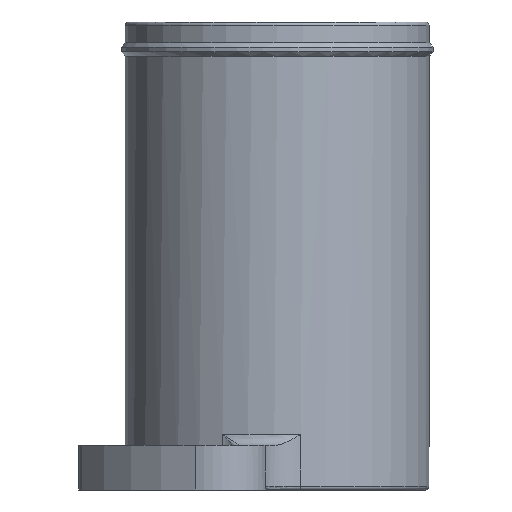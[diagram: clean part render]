
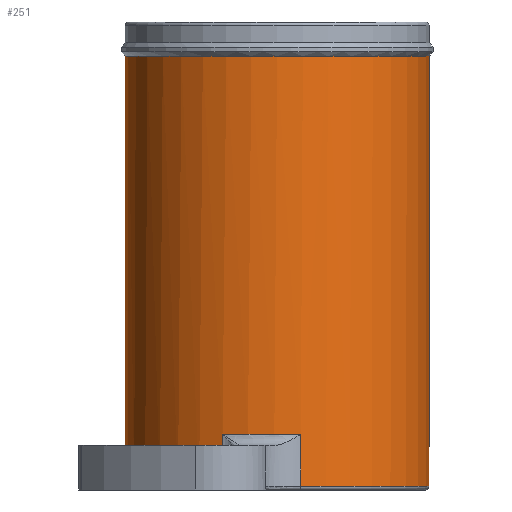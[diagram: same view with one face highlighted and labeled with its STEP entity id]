
A CAD part, left-side view. The second image highlights one B-rep face of the part: STEP entity #251.
In plain terms, the highlighted cylindrical face has radius 20.5 mm (diameter 41 mm), a partial arc.
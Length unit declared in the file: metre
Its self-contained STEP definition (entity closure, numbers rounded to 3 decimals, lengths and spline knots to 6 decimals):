
#251 = ADVANCED_FACE( '', ( #530 ), #531, .T. );
#530 = FACE_OUTER_BOUND( '', #1202, .T. );
#531 = CYLINDRICAL_SURFACE( '', #1203, 0.0205 );
#1202 = EDGE_LOOP( '', ( #2041, #2042, #2043, #2044, #2045, #2046, #2047, #2048, #2049, #2050, #2051, #2052, #2053, #2054, #2055, #2056 ) );
#1203 = AXIS2_PLACEMENT_3D( '', #2057, #2058, #2059 );
#2041 = ORIENTED_EDGE( '', *, *, #2461, .T. );
#2042 = ORIENTED_EDGE( '', *, *, #2561, .T. );
#2043 = ORIENTED_EDGE( '', *, *, #2562, .T. );
#2044 = ORIENTED_EDGE( '', *, *, #2341, .F. );
#2045 = ORIENTED_EDGE( '', *, *, #2522, .F. );
#2046 = ORIENTED_EDGE( '', *, *, #2531, .T. );
#2047 = ORIENTED_EDGE( '', *, *, #2508, .T. );
#2048 = ORIENTED_EDGE( '', *, *, #2455, .T. );
#2049 = ORIENTED_EDGE( '', *, *, #2563, .T. );
#2050 = ORIENTED_EDGE( '', *, *, #2297, .T. );
#2051 = ORIENTED_EDGE( '', *, *, #2432, .T. );
#2052 = ORIENTED_EDGE( '', *, *, #2376, .T. );
#2053 = ORIENTED_EDGE( '', *, *, #2450, .T. );
#2054 = ORIENTED_EDGE( '', *, *, #2303, .T. );
#2055 = ORIENTED_EDGE( '', *, *, #2465, .F. );
#2056 = ORIENTED_EDGE( '', *, *, #2564, .T. );
#2057 = CARTESIAN_POINT( '', ( 0., 0., 0.0616 ) );
#2058 = DIRECTION( '', ( 0., 0., 1. ) );
#2059 = DIRECTION( '', ( -1., 0., 0. ) );
#2297 = EDGE_CURVE( '', #2625, #2619, #2629, .T. );
#2303 = EDGE_CURVE( '', #2639, #2637, #2640, .T. );
#2341 = EDGE_CURVE( '', #2707, #2698, #2709, .T. );
#2376 = EDGE_CURVE( '', #2763, #2761, #2764, .F. );
#2432 = EDGE_CURVE( '', #2619, #2763, #2848, .F. );
#2450 = EDGE_CURVE( '', #2761, #2639, #2872, .T. );
#2455 = EDGE_CURVE( '', #2878, #2876, #2879, .F. );
#2461 = EDGE_CURVE( '', #2888, #2886, #2889, .T. );
#2465 = EDGE_CURVE( '', #2780, #2637, #2894, .T. );
#2508 = EDGE_CURVE( '', #2952, #2878, #2953, .F. );
#2522 = EDGE_CURVE( '', #2971, #2707, #2974, .T. );
#2531 = EDGE_CURVE( '', #2971, #2952, #2984, .T. );
#2561 = EDGE_CURVE( '', #2886, #3019, #3020, .T. );
#2562 = EDGE_CURVE( '', #3019, #2698, #3021, .F. );
#2563 = EDGE_CURVE( '', #2876, #2625, #3022, .T. );
#2564 = EDGE_CURVE( '', #2780, #2888, #3023, .F. );
#2619 = VERTEX_POINT( '', #3086 );
#2625 = VERTEX_POINT( '', #3092 );
#2629 = CIRCLE( '', #3096, 0.0205 );
#2637 = VERTEX_POINT( '', #3104 );
#2639 = VERTEX_POINT( '', #3106 );
#2640 = CIRCLE( '', #3107, 0.0205 );
#2698 = VERTEX_POINT( '', #3171 );
#2707 = VERTEX_POINT( '', #3181 );
#2709 = ELLIPSE( '', #3184, 0.028991, 0.0205 );
#2761 = VERTEX_POINT( '', #3279 );
#2763 = VERTEX_POINT( '', #3337 );
#2764 = CIRCLE( '', #3338, 0.0205 );
#2780 = VERTEX_POINT( '', #3366 );
#2848 = LINE( '', #3613, #3614 );
#2872 = LINE( '', #3700, #3701 );
#2876 = VERTEX_POINT( '', #3764 );
#2878 = VERTEX_POINT( '', #3767 );
#2879 = CIRCLE( '', #3768, 0.0205 );
#2886 = VERTEX_POINT( '', #3777 );
#2888 = VERTEX_POINT( '', #3779 );
#2889 = LINE( '', #3780, #3781 );
#2894 = LINE( '', #3793, #3794 );
#2952 = VERTEX_POINT( '', #3878 );
#2953 = LINE( '', #3879, #3880 );
#2971 = VERTEX_POINT( '', #3917 );
#2974 = LINE( '', #3921, #3922 );
#2984 = ELLIPSE( '', #3934, 0.028991, 0.0205 );
#3019 = VERTEX_POINT( '', #3970 );
#3020 = CIRCLE( '', #3971, 0.0205 );
#3021 = LINE( '', #3972, #3973 );
#3022 = LINE( '', #3974, #3975 );
#3023 = CIRCLE( '', #3976, 0.0205 );
#3086 = CARTESIAN_POINT( '', ( 0.011264, 0.017128, -0.001 ) );
#3092 = CARTESIAN_POINT( '', ( 0.014873, 0.014109, -0.001 ) );
#3096 = AXIS2_PLACEMENT_3D( '', #4050, #4051, #4052 );
#3104 = CARTESIAN_POINT( '', ( -0.019132, 0.007364, -0.001 ) );
#3106 = CARTESIAN_POINT( '', ( 0.006784, 0.019345, -0.001 ) );
#3107 = AXIS2_PLACEMENT_3D( '', #4062, #4063, #4064 );
#3171 = CARTESIAN_POINT( '', ( 0.014873, -0.014109, 0.010133 ) );
#3181 = CARTESIAN_POINT( '', ( 0.011006, -0.017295, 0.014 ) );
#3184 = AXIS2_PLACEMENT_3D( '', #4142, #4143, #4144 );
#3279 = CARTESIAN_POINT( '', ( 0.006784, 0.019345, 0.0045 ) );
#3337 = CARTESIAN_POINT( '', ( 0.011264, 0.017128, 0.0045 ) );
#3338 = AXIS2_PLACEMENT_3D( '', #4196, #4197, #4198 );
#3366 = CARTESIAN_POINT( '', ( -0.019132, 0.007364, 0.006 ) );
#3613 = CARTESIAN_POINT( '', ( 0.011264, 0.017128, 0.0616 ) );
#3614 = VECTOR( '', #4278, 1. );
#3700 = CARTESIAN_POINT( '', ( 0.006784, 0.019345, 0.0616 ) );
#3701 = VECTOR( '', #4307, 1. );
#3764 = CARTESIAN_POINT( '', ( 0.014873, 0.014109, 0.057 ) );
#3767 = CARTESIAN_POINT( '', ( 0.014873, -0.014109, 0.057 ) );
#3768 = AXIS2_PLACEMENT_3D( '', #4310, #4311, #4312 );
#3777 = CARTESIAN_POINT( '', ( -0.020249, -0.003196, -0.001 ) );
#3779 = CARTESIAN_POINT( '', ( -0.020249, -0.003196, 0.006 ) );
#3780 = CARTESIAN_POINT( '', ( -0.020249, -0.003196, 0.0045 ) );
#3781 = VECTOR( '', #4321, 1. );
#3793 = CARTESIAN_POINT( '', ( -0.019132, 0.007364, 0.0045 ) );
#3794 = VECTOR( '', #4325, 1. );
#3878 = CARTESIAN_POINT( '', ( 0.014873, -0.014109, 0.043967 ) );
#3879 = CARTESIAN_POINT( '', ( 0.014873, -0.014109, 0.0616 ) );
#3880 = VECTOR( '', #4389, 1. );
#3917 = CARTESIAN_POINT( '', ( 0.011006, -0.017295, 0.0401 ) );
#3921 = CARTESIAN_POINT( '', ( 0.011006, -0.017295, 0.0616 ) );
#3922 = VECTOR( '', #4410, 1. );
#3934 = AXIS2_PLACEMENT_3D( '', #4422, #4423, #4424 );
#3970 = CARTESIAN_POINT( '', ( 0.014873, -0.014109, -0.001 ) );
#3971 = AXIS2_PLACEMENT_3D( '', #4483, #4484, #4485 );
#3972 = CARTESIAN_POINT( '', ( 0.014873, -0.014109, 0.0616 ) );
#3973 = VECTOR( '', #4486, 1. );
#3974 = CARTESIAN_POINT( '', ( 0.014873, 0.014109, 0.0616 ) );
#3975 = VECTOR( '', #4487, 1. );
#3976 = AXIS2_PLACEMENT_3D( '', #4488, #4489, #4490 );
#4050 = CARTESIAN_POINT( '', ( 0., 0., -0.001 ) );
#4051 = DIRECTION( '', ( 0., 0., 1. ) );
#4052 = DIRECTION( '', ( 1., 0., 0. ) );
#4062 = CARTESIAN_POINT( '', ( 0., 0., -0.001 ) );
#4063 = DIRECTION( '', ( 0., 0., 1. ) );
#4064 = DIRECTION( '', ( 1., 0., 0. ) );
#4142 = CARTESIAN_POINT( '', ( 0., 0., 0.025006 ) );
#4143 = DIRECTION( '', ( 0.707, 0., 0.707 ) );
#4144 = DIRECTION( '', ( 0.707, 0., -0.707 ) );
#4196 = CARTESIAN_POINT( '', ( 0., 0., 0.0045 ) );
#4197 = DIRECTION( '', ( 0., 0., -1. ) );
#4198 = DIRECTION( '', ( -1., 0., 0. ) );
#4278 = DIRECTION( '', ( 0., 0., -1. ) );
#4307 = DIRECTION( '', ( 0., 0., -1. ) );
#4310 = CARTESIAN_POINT( '', ( 0., 0., 0.057 ) );
#4311 = DIRECTION( '', ( 0., 0., 1. ) );
#4312 = DIRECTION( '', ( 1., 0., 0. ) );
#4321 = DIRECTION( '', ( 0., 0., -1. ) );
#4325 = DIRECTION( '', ( 0., 0., -1. ) );
#4389 = DIRECTION( '', ( 0., 0., -1. ) );
#4410 = DIRECTION( '', ( 0., 0., -1. ) );
#4422 = CARTESIAN_POINT( '', ( 0., 0., 0.029094 ) );
#4423 = DIRECTION( '', ( -0.707, 0., 0.707 ) );
#4424 = DIRECTION( '', ( -0.707, 0., -0.707 ) );
#4483 = CARTESIAN_POINT( '', ( 0., 0., -0.001 ) );
#4484 = DIRECTION( '', ( 0., 0., 1. ) );
#4485 = DIRECTION( '', ( 1., 0., 0. ) );
#4486 = DIRECTION( '', ( 0., 0., -1. ) );
#4487 = DIRECTION( '', ( 0., 0., -1. ) );
#4488 = CARTESIAN_POINT( '', ( 0., 0., 0.006 ) );
#4489 = DIRECTION( '', ( 0., 0., -1. ) );
#4490 = DIRECTION( '', ( -1., 0., 0. ) );
